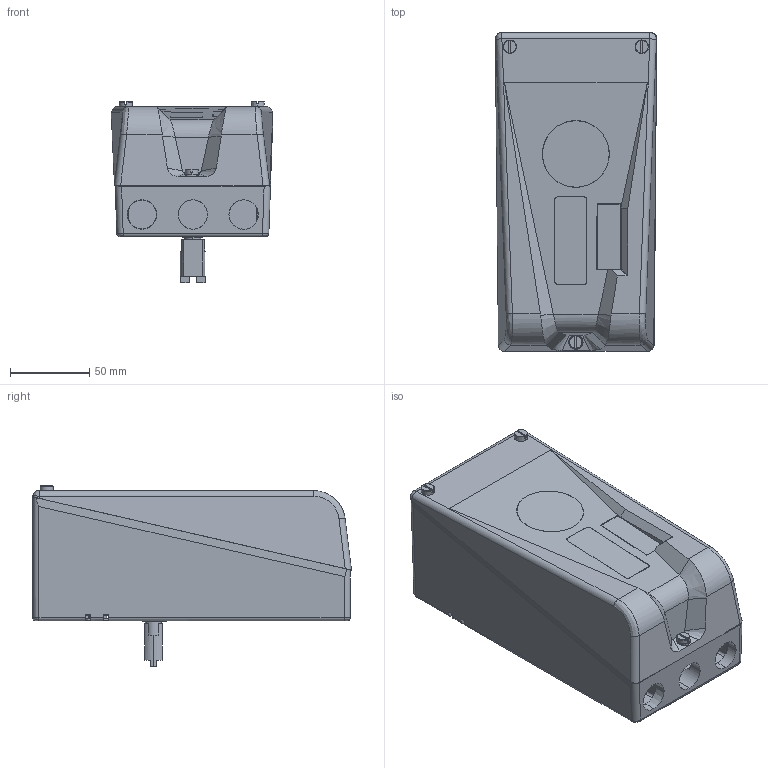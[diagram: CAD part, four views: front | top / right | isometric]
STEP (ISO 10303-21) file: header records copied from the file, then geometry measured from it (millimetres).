
FILE_DESCRIPTION (( 'STEP AP214' ), '1' );
FILE_NAME ('D3_std_170124_36 spindle.STEP', '2018-01-25T14:58:59', ( '' ), ( '' ), 'SwSTEP 2.0', 'SolidWorks 2017', '' );
FILE_SCHEMA (( 'AUTOMOTIVE_DESIGN' ));
Length unit declared in the file: millimetre
Products named in the file (1): D3_std_170124_36 spindle
Bounding box: 101.57 x 200.61 x 114.01 mm (x, y, z)
Volume: 455701.5 mm3; surface area: 217746.8 mm2
Topology: 15 solids, 15 shells, 1469 faces, 3655 edges, 2258 vertices
Faces by surface type: cylinder 514, plane 499, bspline 255, cone 197, torus 4
Entity records: 70265 total; most frequent: CARTESIAN_POINT 38684, ORIENTED_EDGE 7264, DIRECTION 5284, EDGE_CURVE 3632, VERTEX_POINT 2258, AXIS2_PLACEMENT_3D 1790, VECTOR 1704, LINE 1704
